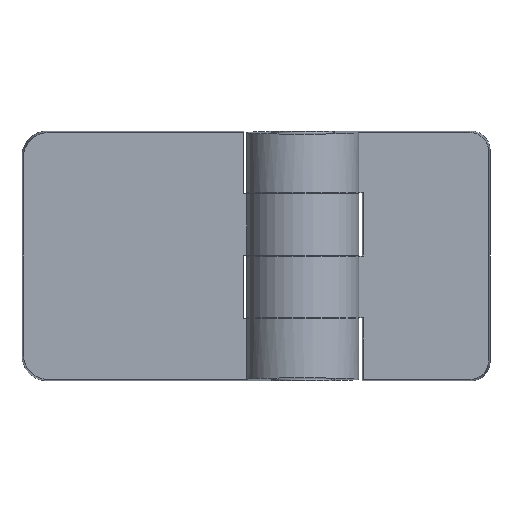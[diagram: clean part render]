
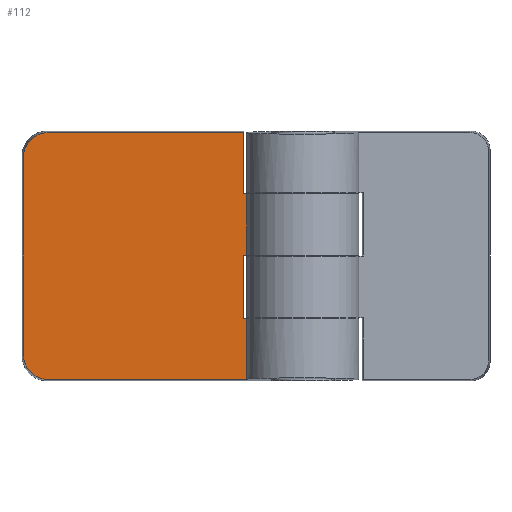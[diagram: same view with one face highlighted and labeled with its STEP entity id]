
A CAD part, front view. The second image highlights one B-rep face of the part: STEP entity #112.
In plain terms, the highlighted planar face has unit normal (0, -1, 0).
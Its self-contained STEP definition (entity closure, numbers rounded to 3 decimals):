
#112=ADVANCED_FACE('',(#249),#250,.T.);
#249=FACE_OUTER_BOUND('',#408,.T.);
#250=PLANE('',#409);
#408=EDGE_LOOP('',(#673,#674,#675,#676,#677,#678,#679,#680,#681,#682,#683,#684));
#409=AXIS2_PLACEMENT_3D('',#685,#686,#687);
#673=ORIENTED_EDGE('',*,*,#961,.T.);
#674=ORIENTED_EDGE('',*,*,#1005,.T.);
#675=ORIENTED_EDGE('',*,*,#1009,.T.);
#676=ORIENTED_EDGE('',*,*,#984,.F.);
#677=ORIENTED_EDGE('',*,*,#970,.F.);
#678=ORIENTED_EDGE('',*,*,#994,.T.);
#679=ORIENTED_EDGE('',*,*,#1012,.F.);
#680=ORIENTED_EDGE('',*,*,#1018,.F.);
#681=ORIENTED_EDGE('',*,*,#1022,.F.);
#682=ORIENTED_EDGE('',*,*,#1026,.F.);
#683=ORIENTED_EDGE('',*,*,#1029,.F.);
#684=ORIENTED_EDGE('',*,*,#980,.T.);
#685=CARTESIAN_POINT('',(-25.0,0.7,0.));
#686=DIRECTION('',(0.0,-1.0,0.0));
#687=DIRECTION('',(1.0,0.0,0.0));
#961=EDGE_CURVE('',#1150,#1148,#1151,.T.);
#970=EDGE_CURVE('',#1163,#1165,#1166,.T.);
#980=EDGE_CURVE('',#1175,#1150,#1181,.T.);
#984=EDGE_CURVE('',#1165,#1187,#1188,.T.);
#994=EDGE_CURVE('',#1163,#1203,#1205,.T.);
#1005=EDGE_CURVE('',#1148,#1219,#1221,.T.);
#1009=EDGE_CURVE('',#1219,#1187,#1227,.T.);
#1012=EDGE_CURVE('',#1230,#1203,#1231,.T.);
#1018=EDGE_CURVE('',#1238,#1230,#1240,.T.);
#1022=EDGE_CURVE('',#1244,#1238,#1246,.T.);
#1026=EDGE_CURVE('',#1250,#1244,#1252,.T.);
#1029=EDGE_CURVE('',#1175,#1250,#1255,.T.);
#1148=VERTEX_POINT('',#1413);
#1150=VERTEX_POINT('',#1415);
#1151=LINE('',#1416,#1417);
#1163=VERTEX_POINT('',#1431);
#1165=VERTEX_POINT('',#1433);
#1166=LINE('',#1434,#1435);
#1175=VERTEX_POINT('',#1445);
#1181=LINE('',#1453,#1454);
#1187=VERTEX_POINT('',#1460);
#1188=LINE('',#1461,#1462);
#1203=VERTEX_POINT('',#1480);
#1205=LINE('',#1483,#1484);
#1219=VERTEX_POINT('',#1501);
#1221=LINE('',#1504,#1505);
#1227=LINE('',#1511,#1512);
#1230=VERTEX_POINT('',#1516);
#1231=LINE('',#1517,#1518);
#1238=VERTEX_POINT('',#1528);
#1240=LINE('',#1531,#1532);
#1244=VERTEX_POINT('',#1536);
#1246=ELLIPSE('',#1539,4.003,4.0);
#1250=VERTEX_POINT('',#1544);
#1252=LINE('',#1547,#1548);
#1255=ELLIPSE('',#1551,4.003,4.0);
#1413=CARTESIAN_POINT('',(-8.973,0.7,-10.0));
#1415=CARTESIAN_POINT('',(-8.973,0.7,-19.783));
#1416=CARTESIAN_POINT('',(-8.973,0.7,-19.783));
#1417=VECTOR('',#1738,9.783);
#1431=CARTESIAN_POINT('',(-8.973,0.7,10.0));
#1433=CARTESIAN_POINT('',(-8.973,0.7,0.1));
#1434=CARTESIAN_POINT('',(-8.973,0.7,10.0));
#1435=VECTOR('',#1753,9.9);
#1445=CARTESIAN_POINT('',(-40.784,0.7,-19.783));
#1453=CARTESIAN_POINT('',(-40.784,0.7,-19.783));
#1454=VECTOR('',#1769,31.811);
#1460=CARTESIAN_POINT('',(-9.5,0.7,0.1));
#1461=CARTESIAN_POINT('',(-8.973,0.7,0.1));
#1462=VECTOR('',#1776,0.527);
#1480=CARTESIAN_POINT('',(-9.5,0.7,10.0));
#1483=CARTESIAN_POINT('',(-8.973,0.7,10.0));
#1484=VECTOR('',#1793,0.527);
#1501=CARTESIAN_POINT('',(-9.5,0.7,-10.0));
#1504=CARTESIAN_POINT('',(-8.973,0.7,-10.0));
#1505=VECTOR('',#1807,0.527);
#1511=CARTESIAN_POINT('',(-9.5,0.7,-10.0));
#1512=VECTOR('',#1814,10.1);
#1516=CARTESIAN_POINT('',(-9.5,0.7,19.783));
#1517=CARTESIAN_POINT('',(-9.5,0.7,19.783));
#1518=VECTOR('',#1816,9.783);
#1528=CARTESIAN_POINT('',(-40.784,0.7,19.783));
#1531=CARTESIAN_POINT('',(-40.784,0.7,19.783));
#1532=VECTOR('',#1821,31.284);
#1536=CARTESIAN_POINT('',(-44.783,0.7,15.784));
#1539=AXIS2_PLACEMENT_3D('',#1826,#1827,#1828);
#1544=CARTESIAN_POINT('',(-44.783,0.7,-15.784));
#1547=CARTESIAN_POINT('',(-44.783,0.7,-15.784));
#1548=VECTOR('',#1831,31.568);
#1551=AXIS2_PLACEMENT_3D('',#1835,#1836,#1837);
#1738=DIRECTION('',(0.0,0.0,1.0));
#1753=DIRECTION('',(0.0,0.0,-1.0));
#1769=DIRECTION('',(1.0,0.0,0.0));
#1776=DIRECTION('',(-1.0,0.0,0.0));
#1793=DIRECTION('',(-1.0,0.0,0.0));
#1807=DIRECTION('',(-1.0,0.0,0.0));
#1814=DIRECTION('',(0.0,0.0,1.0));
#1816=DIRECTION('',(0.0,0.0,-1.0));
#1821=DIRECTION('',(1.0,0.0,0.0));
#1826=CARTESIAN_POINT('',(-40.781,0.7,15.781));
#1827=DIRECTION('',(0.,1.0,0.));
#1828=DIRECTION('',(-0.707,0.,0.707));
#1831=DIRECTION('',(0.0,0.0,1.0));
#1835=CARTESIAN_POINT('',(-40.781,0.7,-15.781));
#1836=DIRECTION('',(0.,1.0,0.));
#1837=DIRECTION('',(-0.707,0.,-0.707));
